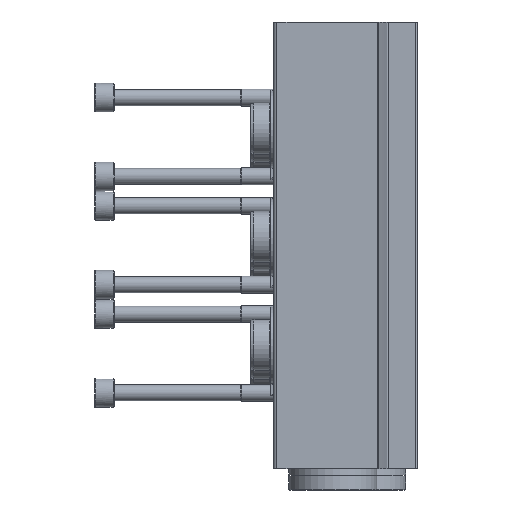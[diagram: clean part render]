
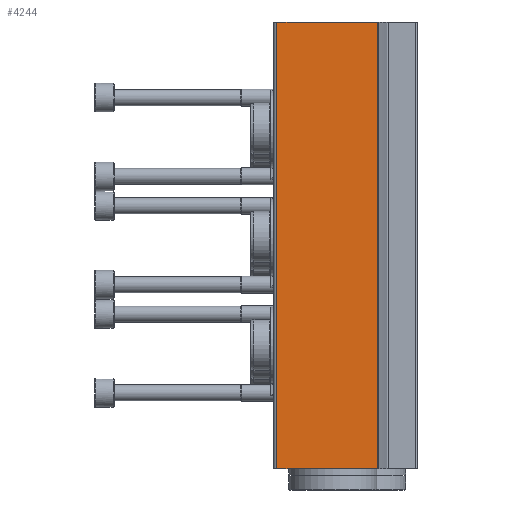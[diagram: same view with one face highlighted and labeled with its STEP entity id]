
A CAD part, left-side view. The second image highlights one B-rep face of the part: STEP entity #4244.
In plain terms, the highlighted planar face has unit normal (-1, 0, 0).
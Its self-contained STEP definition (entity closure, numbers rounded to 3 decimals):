
#144=PLANE('',#4581);
#566=ORIENTED_EDGE('',*,*,#1700,.F.);
#567=ORIENTED_EDGE('',*,*,#1699,.F.);
#568=ORIENTED_EDGE('',*,*,#1701,.T.);
#569=ORIENTED_EDGE('',*,*,#1702,.T.);
#1699=EDGE_CURVE('',#2266,#2264,#2677,.T.);
#1700=EDGE_CURVE('',#2264,#2267,#2678,.T.);
#1701=EDGE_CURVE('',#2266,#2268,#2679,.T.);
#1702=EDGE_CURVE('',#2268,#2267,#2680,.T.);
#2264=VERTEX_POINT('',#6709);
#2266=VERTEX_POINT('',#6713);
#2267=VERTEX_POINT('',#6717);
#2268=VERTEX_POINT('',#6719);
#2677=LINE('',#6714,#2966);
#2678=LINE('',#6716,#2967);
#2679=LINE('',#6718,#2968);
#2680=LINE('',#6720,#2969);
#2966=VECTOR('',#5148,1000.);
#2967=VECTOR('',#5151,1000.);
#2968=VECTOR('',#5152,1000.);
#2969=VECTOR('',#5153,1000.);
#3267=EDGE_LOOP('',(#566,#567,#568,#569));
#3708=FACE_BOUND('',#3267,.T.);
#4244=ADVANCED_FACE('',(#3708),#144,.T.);
#4581=AXIS2_PLACEMENT_3D('',#6715,#5149,#5150);
#5148=DIRECTION('',(0.,0.,1.));
#5149=DIRECTION('',(-1.,0.,0.));
#5150=DIRECTION('',(0.,0.,1.));
#5151=DIRECTION('',(0.,-1.,0.));
#5152=DIRECTION('',(0.,-1.,0.));
#5153=DIRECTION('',(0.,0.,1.));
#6709=CARTESIAN_POINT('',(-47.,41.5,0.));
#6713=CARTESIAN_POINT('',(-47.,41.5,-132.));
#6714=CARTESIAN_POINT('',(-47.,41.5,-132.));
#6715=CARTESIAN_POINT('',(-47.,41.5,-132.));
#6716=CARTESIAN_POINT('',(-47.,41.5,0.));
#6717=CARTESIAN_POINT('',(-47.,11.858,0.));
#6718=CARTESIAN_POINT('',(-47.,41.5,-132.));
#6719=CARTESIAN_POINT('',(-47.,11.858,-132.));
#6720=CARTESIAN_POINT('',(-47.,11.858,-132.));
